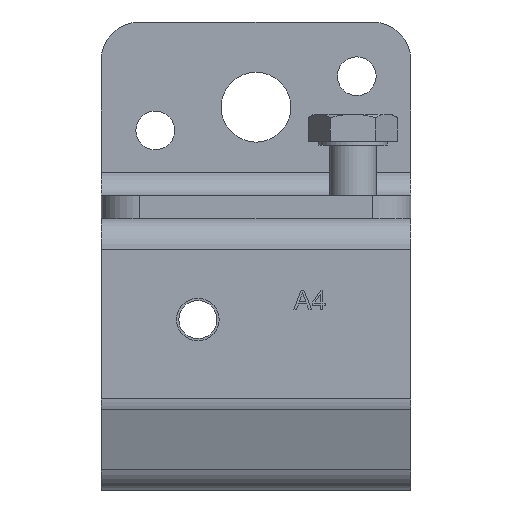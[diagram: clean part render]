
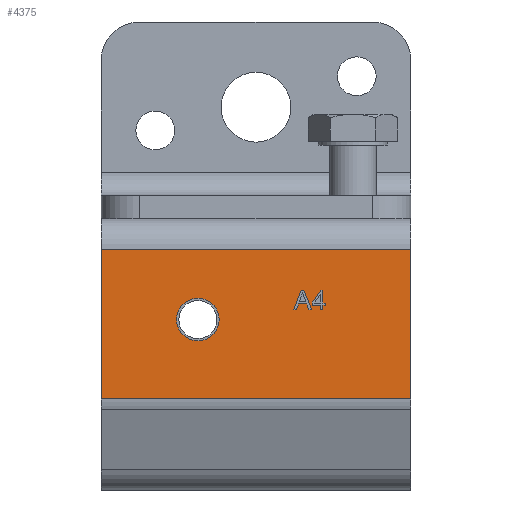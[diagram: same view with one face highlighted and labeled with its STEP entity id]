
A CAD part, left-side view. The second image highlights one B-rep face of the part: STEP entity #4375.
In plain terms, the highlighted planar face has unit normal (-1, 0, 0).
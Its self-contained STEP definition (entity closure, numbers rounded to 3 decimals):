
#77=FACE_BOUND('',#648,.T.);
#78=FACE_BOUND('',#649,.T.);
#79=FACE_BOUND('',#650,.T.);
#188=CIRCLE('',#4655,2.75);
#189=CIRCLE('',#4656,2.75);
#393=FACE_OUTER_BOUND('',#647,.T.);
#647=EDGE_LOOP('',(#3360,#3361,#3362,#3363));
#648=EDGE_LOOP('',(#3364,#3365));
#649=EDGE_LOOP('',(#3366,#3367,#3368,#3369,#3370,#3371,#3372,#3373));
#650=EDGE_LOOP('',(#3374,#3375,#3376,#3377,#3378,#3379,#3380,#3381,#3382,
#3383,#3384));
#841=LINE('',#6272,#1322);
#876=LINE('',#6381,#1357);
#1008=LINE('',#6730,#1489);
#1011=LINE('',#6735,#1492);
#1013=LINE('',#6739,#1494);
#1015=LINE('',#6743,#1496);
#1017=LINE('',#6747,#1498);
#1019=LINE('',#6751,#1500);
#1022=LINE('',#6757,#1503);
#1024=LINE('',#6761,#1505);
#1026=LINE('',#6765,#1507);
#1028=LINE('',#6769,#1509);
#1030=LINE('',#6772,#1511);
#1031=LINE('',#6776,#1512);
#1035=LINE('',#6784,#1516);
#1038=LINE('',#6790,#1519);
#1041=LINE('',#6796,#1522);
#1051=LINE('',#6817,#1532);
#1054=LINE('',#6823,#1535);
#1057=LINE('',#6829,#1538);
#1060=LINE('',#6834,#1541);
#1066=LINE('',#6874,#1547);
#1067=LINE('',#6875,#1548);
#1322=VECTOR('',#5028,10.);
#1357=VECTOR('',#5115,10.);
#1489=VECTOR('',#5443,10.);
#1492=VECTOR('',#5448,10.);
#1494=VECTOR('',#5452,10.);
#1496=VECTOR('',#5456,10.);
#1498=VECTOR('',#5460,10.);
#1500=VECTOR('',#5464,10.);
#1503=VECTOR('',#5471,10.);
#1505=VECTOR('',#5475,10.);
#1507=VECTOR('',#5479,10.);
#1509=VECTOR('',#5483,10.);
#1511=VECTOR('',#5487,10.);
#1512=VECTOR('',#5490,10.);
#1516=VECTOR('',#5496,10.);
#1519=VECTOR('',#5501,10.);
#1522=VECTOR('',#5506,10.);
#1532=VECTOR('',#5522,10.);
#1535=VECTOR('',#5527,10.);
#1538=VECTOR('',#5532,10.);
#1541=VECTOR('',#5537,10.);
#1547=VECTOR('',#5551,10.);
#1548=VECTOR('',#5552,10.);
#1801=VERTEX_POINT('',#6269);
#1802=VERTEX_POINT('',#6271);
#1849=VERTEX_POINT('',#6378);
#1850=VERTEX_POINT('',#6380);
#1853=VERTEX_POINT('',#6388);
#1854=VERTEX_POINT('',#6389);
#1968=VERTEX_POINT('',#6728);
#1969=VERTEX_POINT('',#6729);
#1970=VERTEX_POINT('',#6734);
#1971=VERTEX_POINT('',#6738);
#1972=VERTEX_POINT('',#6742);
#1973=VERTEX_POINT('',#6746);
#1974=VERTEX_POINT('',#6750);
#1975=VERTEX_POINT('',#6756);
#1976=VERTEX_POINT('',#6760);
#1977=VERTEX_POINT('',#6764);
#1978=VERTEX_POINT('',#6768);
#1979=VERTEX_POINT('',#6774);
#1980=VERTEX_POINT('',#6775);
#1983=VERTEX_POINT('',#6783);
#1985=VERTEX_POINT('',#6789);
#1987=VERTEX_POINT('',#6795);
#1995=VERTEX_POINT('',#6816);
#1997=VERTEX_POINT('',#6822);
#1999=VERTEX_POINT('',#6828);
#2229=EDGE_CURVE('',#1802,#1801,#841,.T.);
#2284=EDGE_CURVE('',#1850,#1849,#876,.T.);
#2288=EDGE_CURVE('',#1853,#1854,#188,.T.);
#2289=EDGE_CURVE('',#1854,#1853,#189,.T.);
#2454=EDGE_CURVE('',#1968,#1969,#1008,.T.);
#2457=EDGE_CURVE('',#1969,#1970,#1011,.T.);
#2459=EDGE_CURVE('',#1970,#1971,#1013,.T.);
#2461=EDGE_CURVE('',#1971,#1972,#1015,.T.);
#2463=EDGE_CURVE('',#1972,#1973,#1017,.T.);
#2465=EDGE_CURVE('',#1973,#1974,#1019,.T.);
#2468=EDGE_CURVE('',#1974,#1975,#1022,.T.);
#2470=EDGE_CURVE('',#1975,#1976,#1024,.T.);
#2472=EDGE_CURVE('',#1976,#1977,#1026,.T.);
#2474=EDGE_CURVE('',#1977,#1978,#1028,.T.);
#2476=EDGE_CURVE('',#1978,#1968,#1030,.T.);
#2477=EDGE_CURVE('',#1979,#1980,#1031,.T.);
#2481=EDGE_CURVE('',#1983,#1979,#1035,.T.);
#2484=EDGE_CURVE('',#1985,#1983,#1038,.T.);
#2487=EDGE_CURVE('',#1987,#1985,#1041,.T.);
#2497=EDGE_CURVE('',#1995,#1987,#1051,.T.);
#2500=EDGE_CURVE('',#1997,#1995,#1054,.T.);
#2503=EDGE_CURVE('',#1999,#1997,#1057,.T.);
#2506=EDGE_CURVE('',#1980,#1999,#1060,.T.);
#2516=EDGE_CURVE('',#1802,#1849,#1066,.T.);
#2517=EDGE_CURVE('',#1850,#1801,#1067,.T.);
#3360=ORIENTED_EDGE('',*,*,#2516,.F.);
#3361=ORIENTED_EDGE('',*,*,#2229,.T.);
#3362=ORIENTED_EDGE('',*,*,#2517,.F.);
#3363=ORIENTED_EDGE('',*,*,#2284,.T.);
#3364=ORIENTED_EDGE('',*,*,#2288,.T.);
#3365=ORIENTED_EDGE('',*,*,#2289,.T.);
#3366=ORIENTED_EDGE('',*,*,#2477,.T.);
#3367=ORIENTED_EDGE('',*,*,#2506,.T.);
#3368=ORIENTED_EDGE('',*,*,#2503,.T.);
#3369=ORIENTED_EDGE('',*,*,#2500,.T.);
#3370=ORIENTED_EDGE('',*,*,#2497,.T.);
#3371=ORIENTED_EDGE('',*,*,#2487,.T.);
#3372=ORIENTED_EDGE('',*,*,#2484,.T.);
#3373=ORIENTED_EDGE('',*,*,#2481,.T.);
#3374=ORIENTED_EDGE('',*,*,#2454,.T.);
#3375=ORIENTED_EDGE('',*,*,#2457,.T.);
#3376=ORIENTED_EDGE('',*,*,#2459,.T.);
#3377=ORIENTED_EDGE('',*,*,#2461,.T.);
#3378=ORIENTED_EDGE('',*,*,#2463,.T.);
#3379=ORIENTED_EDGE('',*,*,#2465,.T.);
#3380=ORIENTED_EDGE('',*,*,#2468,.T.);
#3381=ORIENTED_EDGE('',*,*,#2470,.T.);
#3382=ORIENTED_EDGE('',*,*,#2472,.T.);
#3383=ORIENTED_EDGE('',*,*,#2474,.T.);
#3384=ORIENTED_EDGE('',*,*,#2476,.T.);
#4179=PLANE('',#4774);
#4375=ADVANCED_FACE('',(#393,#77,#78,#79),#4179,.T.);
#4655=AXIS2_PLACEMENT_3D('',#6390,#5123,#5124);
#4656=AXIS2_PLACEMENT_3D('',#6391,#5125,#5126);
#4774=AXIS2_PLACEMENT_3D('',#6873,#5549,#5550);
#5028=DIRECTION('',(0.,0.,-1.));
#5115=DIRECTION('',(0.,0.,1.));
#5123=DIRECTION('center_axis',(1.,0.,0.));
#5124=DIRECTION('ref_axis',(0.,0.,1.));
#5125=DIRECTION('center_axis',(1.,0.,0.));
#5126=DIRECTION('ref_axis',(0.,0.,1.));
#5443=DIRECTION('',(0.,0.,-1.));
#5448=DIRECTION('',(0.,1.,0.));
#5452=DIRECTION('',(0.,0.,-1.));
#5456=DIRECTION('',(0.,1.,0.));
#5460=DIRECTION('',(0.,0.,1.));
#5464=DIRECTION('',(0.,1.,0.));
#5471=DIRECTION('',(0.,0.,1.));
#5475=DIRECTION('',(0.,-0.575,0.818));
#5479=DIRECTION('',(0.,-1.,0.));
#5483=DIRECTION('',(0.,0.,-1.));
#5487=DIRECTION('',(0.,-1.,0.));
#5490=DIRECTION('',(0.,1.,0.));
#5496=DIRECTION('',(0.,0.358,0.934));
#5501=DIRECTION('',(0.,1.,0.));
#5506=DIRECTION('',(0.,-0.378,-0.926));
#5522=DIRECTION('',(0.,-1.,0.));
#5527=DIRECTION('',(0.,-0.359,0.933));
#5532=DIRECTION('',(0.,1.,0.));
#5537=DIRECTION('',(0.,0.341,-0.94));
#5549=DIRECTION('center_axis',(-1.,0.,0.));
#5550=DIRECTION('ref_axis',(0.,0.,1.));
#5551=DIRECTION('',(0.,-1.,0.));
#5552=DIRECTION('',(0.,1.,0.));
#6269=CARTESIAN_POINT('',(-18.5,20.,9.264));
#6271=CARTESIAN_POINT('',(-18.5,20.,28.5));
#6272=CARTESIAN_POINT('',(-18.5,20.,8.559));
#6378=CARTESIAN_POINT('',(-18.5,-20.,28.5));
#6380=CARTESIAN_POINT('',(-18.5,-20.,9.264));
#6381=CARTESIAN_POINT('',(-18.5,-20.,8.559));
#6388=CARTESIAN_POINT('',(-18.5,7.5,22.25));
#6389=CARTESIAN_POINT('',(-18.5,7.5,16.75));
#6390=CARTESIAN_POINT('Origin',(-18.5,7.5,19.5));
#6391=CARTESIAN_POINT('Origin',(-18.5,7.5,19.5));
#6728=CARTESIAN_POINT('',(-18.5,-8.966,21.63));
#6729=CARTESIAN_POINT('',(-18.5,-8.966,21.348));
#6730=CARTESIAN_POINT('',(-18.5,-8.966,27.065));
#6734=CARTESIAN_POINT('',(-18.5,-8.629,21.348));
#6735=CARTESIAN_POINT('',(-18.5,-4.483,21.348));
#6738=CARTESIAN_POINT('',(-18.5,-8.629,20.75));
#6739=CARTESIAN_POINT('',(-18.5,-8.629,26.924));
#6742=CARTESIAN_POINT('',(-18.5,-8.322,20.75));
#6743=CARTESIAN_POINT('',(-18.5,-4.315,20.75));
#6746=CARTESIAN_POINT('',(-18.5,-8.322,21.348));
#6747=CARTESIAN_POINT('',(-18.5,-8.322,26.625));
#6750=CARTESIAN_POINT('',(-18.5,-7.238,21.348));
#6751=CARTESIAN_POINT('',(-18.5,-4.161,21.348));
#6756=CARTESIAN_POINT('',(-18.5,-7.238,21.63));
#6757=CARTESIAN_POINT('',(-18.5,-7.238,26.924));
#6760=CARTESIAN_POINT('',(-18.5,-8.378,23.25));
#6761=CARTESIAN_POINT('',(-18.5,-8.598,23.563));
#6764=CARTESIAN_POINT('',(-18.5,-8.629,23.25));
#6765=CARTESIAN_POINT('',(-18.5,-4.189,23.25));
#6768=CARTESIAN_POINT('',(-18.5,-8.629,21.63));
#6769=CARTESIAN_POINT('',(-18.5,-8.629,27.875));
#6772=CARTESIAN_POINT('',(-18.5,-4.315,21.63));
#6774=CARTESIAN_POINT('',(-18.5,-6.533,21.506));
#6775=CARTESIAN_POINT('',(-18.5,-5.485,21.506));
#6776=CARTESIAN_POINT('',(-18.5,-3.267,21.506));
#6783=CARTESIAN_POINT('',(-18.5,-6.823,20.75));
#6784=CARTESIAN_POINT('',(-18.5,-4.425,27.013));
#6789=CARTESIAN_POINT('',(-18.5,-7.2,20.75));
#6790=CARTESIAN_POINT('',(-18.5,-3.6,20.75));
#6795=CARTESIAN_POINT('',(-18.5,-6.179,23.25));
#6796=CARTESIAN_POINT('',(-18.5,-4.118,28.295));
#6816=CARTESIAN_POINT('',(-18.5,-5.821,23.25));
#6817=CARTESIAN_POINT('',(-18.5,-2.91,23.25));
#6822=CARTESIAN_POINT('',(-18.5,-4.86,20.75));
#6823=CARTESIAN_POINT('',(-18.5,-6.514,25.056));
#6828=CARTESIAN_POINT('',(-18.5,-5.211,20.75));
#6829=CARTESIAN_POINT('',(-18.5,-2.605,20.75));
#6834=CARTESIAN_POINT('',(-18.5,-6.928,25.485));
#6873=CARTESIAN_POINT('Origin',(-18.5,0.,32.5));
#6874=CARTESIAN_POINT('',(-18.5,0.,28.5));
#6875=CARTESIAN_POINT('',(-18.5,0.,9.264));
